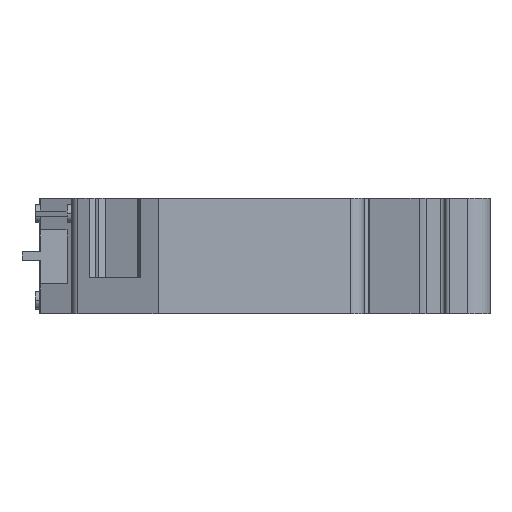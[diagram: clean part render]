
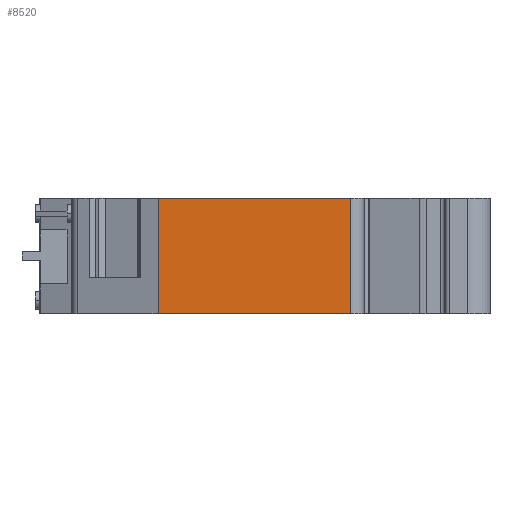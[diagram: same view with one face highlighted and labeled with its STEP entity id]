
A CAD part, left-side view. The second image highlights one B-rep face of the part: STEP entity #8520.
In plain terms, the highlighted planar face has unit normal (-1, 0, 0).
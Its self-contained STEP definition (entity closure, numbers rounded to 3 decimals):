
#804=DIRECTION('',(0.,-1.,0.));
#805=VECTOR('',#804,21.384);
#806=CARTESIAN_POINT('',(-35.2,28.084,2.8));
#807=LINE('',#806,#805);
#3372=DIRECTION('',(0.,0.,1.));
#3373=VECTOR('',#3372,12.8);
#3374=CARTESIAN_POINT('',(-35.2,28.084,-10.));
#3375=LINE('',#3374,#3373);
#3505=DIRECTION('',(0.,-1.,0.));
#3506=VECTOR('',#3505,21.384);
#3507=CARTESIAN_POINT('',(-35.2,28.084,-10.));
#3508=LINE('',#3507,#3506);
#3512=DIRECTION('',(0.,0.,-1.));
#3513=VECTOR('',#3512,12.8);
#3514=CARTESIAN_POINT('',(-35.2,6.7,2.8));
#3515=LINE('',#3514,#3513);
#4632=CARTESIAN_POINT('',(-35.2,6.7,2.8));
#4633=VERTEX_POINT('',#4632);
#4634=CARTESIAN_POINT('',(-35.2,28.084,2.8));
#4635=VERTEX_POINT('',#4634);
#4860=CARTESIAN_POINT('',(-35.2,28.084,-10.));
#4861=VERTEX_POINT('',#4860);
#5156=CARTESIAN_POINT('',(-35.2,6.7,-10.));
#5157=VERTEX_POINT('',#5156);
#8508=CARTESIAN_POINT('',(-35.2,5.2,-10.));
#8509=DIRECTION('',(-1.,0.,0.));
#8510=DIRECTION('',(0.,-1.,0.));
#8511=AXIS2_PLACEMENT_3D('',#8508,#8509,#8510);
#8512=PLANE('',#8511);
#8513=ORIENTED_EDGE('',*,*,#5819,.T.);
#8515=ORIENTED_EDGE('',*,*,#8514,.T.);
#8516=ORIENTED_EDGE('',*,*,#6340,.F.);
#8517=ORIENTED_EDGE('',*,*,#8283,.T.);
#8518=EDGE_LOOP('',(#8513,#8515,#8516,#8517));
#8519=FACE_OUTER_BOUND('',#8518,.F.);
#5819=EDGE_CURVE('',#4635,#4633,#807,.T.);
#6340=EDGE_CURVE('',#4861,#5157,#3508,.T.);
#8283=EDGE_CURVE('',#4861,#4635,#3375,.T.);
#8514=EDGE_CURVE('',#4633,#5157,#3515,.T.);
#8520=ADVANCED_FACE('',(#8519),#8512,.T.);
